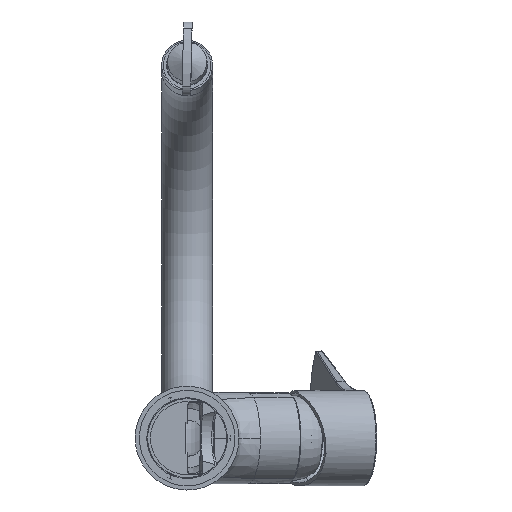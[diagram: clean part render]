
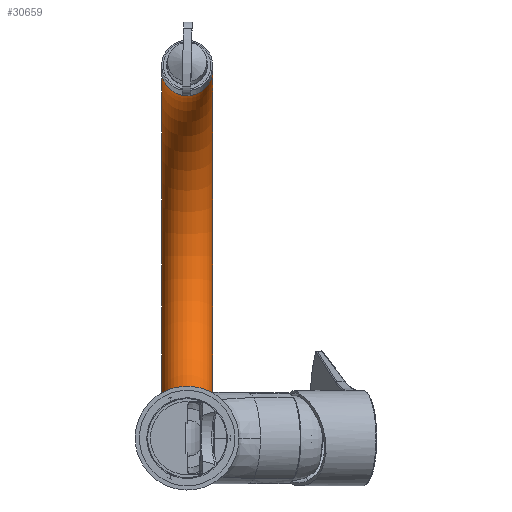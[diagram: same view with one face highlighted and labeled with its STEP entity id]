
A CAD part, front view. The second image highlights one B-rep face of the part: STEP entity #30659.
In plain terms, the highlighted toroidal (fillet/blend) face has major radius 87 mm and minor radius 12 mm.
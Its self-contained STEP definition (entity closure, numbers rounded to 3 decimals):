
#6774 = AXIS2_PLACEMENT_3D ( 'NONE', #25954, #49619, #21543 ) ;
#10895 = EDGE_LOOP ( 'NONE', ( #58661 ) ) ;
#14265 = CARTESIAN_POINT ( 'NONE',  ( -12., 233.005, 0. ) ) ;
#19389 = TOROIDAL_SURFACE ( 'NONE', #55476, 87., 12. ) ;
#20616 = AXIS2_PLACEMENT_3D ( 'NONE', #69119, #68856, #35769 ) ;
#21543 = DIRECTION ( 'NONE',  ( -1., 0., 0. ) ) ;
#25841 = VERTEX_POINT ( 'NONE', #47858 ) ;
#25954 = CARTESIAN_POINT ( 'NONE',  ( 0., 244.443, 173.245 ) ) ;
#30659 = ADVANCED_FACE ( 'NONE', ( #48575, #60036 ), #19389, .T. ) ;
#31412 = EDGE_CURVE ( 'NONE', #25841, #25841, #54666, .T. ) ;
#35769 = DIRECTION ( 'NONE',  ( -1., 0., 0. ) ) ;
#40265 = CARTESIAN_POINT ( 'NONE',  ( 0., 233.005, 87. ) ) ;
#43306 = CIRCLE ( 'NONE', #20616, 12. ) ;
#46525 = ORIENTED_EDGE ( 'NONE', *, *, #55717, .T. ) ;
#47858 = CARTESIAN_POINT ( 'NONE',  ( -12., 244.443, 173.245 ) ) ;
#48575 = FACE_OUTER_BOUND ( 'NONE', #10895, .T. ) ;
#49619 = DIRECTION ( 'NONE',  ( 0., -0.991, 0.131 ) ) ;
#54666 = CIRCLE ( 'NONE', #6774, 12. ) ;
#55476 = AXIS2_PLACEMENT_3D ( 'NONE', #40265, #57105, #62278 ) ;
#55717 = EDGE_CURVE ( 'NONE', #58458, #58458, #43306, .T. ) ;
#57105 = DIRECTION ( 'NONE',  ( 1., 0., 0. ) ) ;
#58458 = VERTEX_POINT ( 'NONE', #14265 ) ;
#58661 = ORIENTED_EDGE ( 'NONE', *, *, #31412, .F. ) ;
#60036 = FACE_OUTER_BOUND ( 'NONE', #63508, .T. ) ;
#62278 = DIRECTION ( 'NONE',  ( 0., 0., -1. ) ) ;
#63508 = EDGE_LOOP ( 'NONE', ( #46525 ) ) ;
#68856 = DIRECTION ( 'NONE',  ( 0., 1., 0. ) ) ;
#69119 = CARTESIAN_POINT ( 'NONE',  ( 0., 233.005, 0. ) ) ;
